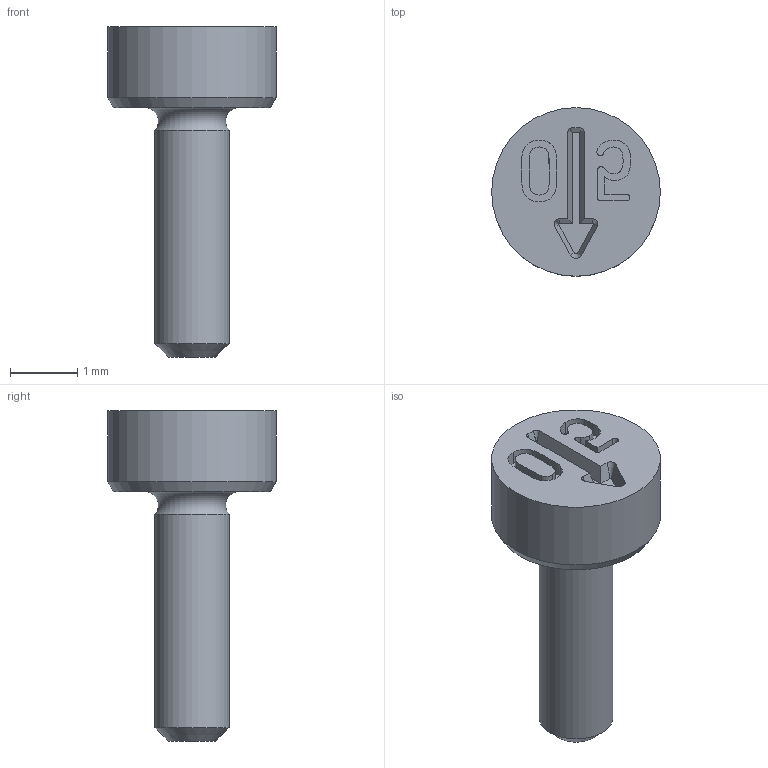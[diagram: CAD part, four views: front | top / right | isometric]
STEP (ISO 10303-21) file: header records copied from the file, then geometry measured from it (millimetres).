
FILE_DESCRIPTION(/* description */ (''),/* implementation_level */ '2;1');
FILE_NAME(/* name */ 'Dati-2300_O$4$Z.stp',/* time_stamp */ '2025-08-19T15:29:08+02:00',/* author */ ('olafg'),/* organization */ (''),/* preprocessor_version */ 'ST-DEVELOPER v20',/* originating_system */ 'Autodesk Inventor 2024',/* authorisation */ '');
FILE_SCHEMA (('AUTOMOTIVE_DESIGN { 1 0 10303 214 3 1 1 }'));
Length unit declared in the file: millimetre
Products named in the file (1): 2004-05-00 Stelleinsatz
Bounding box: 2.5 x 2.5 x 4.9 mm (x, y, z)
Volume: 9.1 mm3; surface area: 33.4 mm2
Topology: 1 solids, 1 shells, 66 faces, 177 edges, 116 vertices
Faces by surface type: bspline 38, plane 19, cone 6, cylinder 2, torus 1
Full cylindrical faces by diameter (mm): 1.1 x1, 2.5 x1
Entity records: 2456 total; most frequent: CARTESIAN_POINT 1018, ORIENTED_EDGE 350, EDGE_CURVE 175, DIRECTION 173, VERTEX_POINT 116, LINE 83, VECTOR 83, B_SPLINE_CURVE_WITH_KNOTS 76
